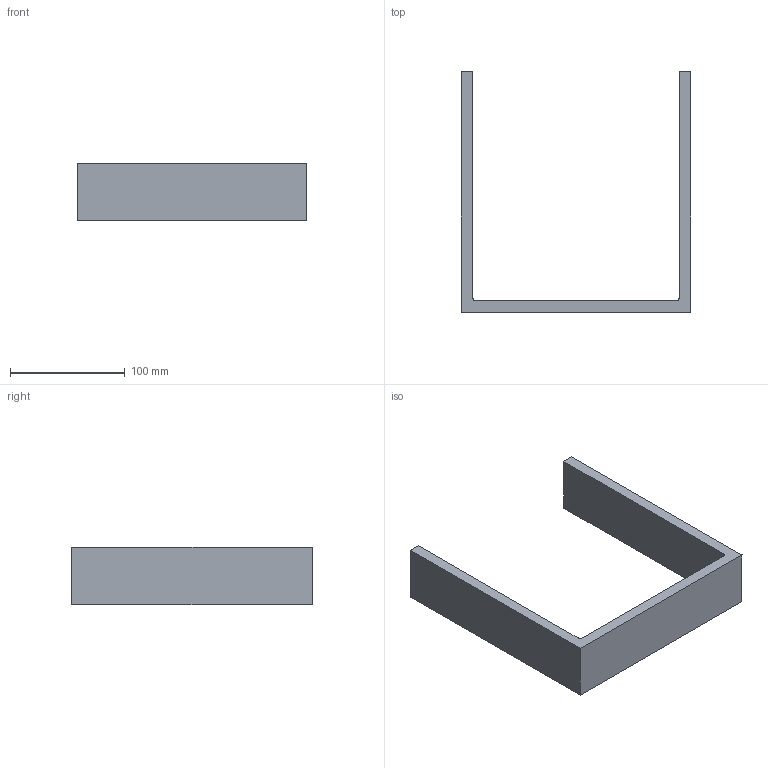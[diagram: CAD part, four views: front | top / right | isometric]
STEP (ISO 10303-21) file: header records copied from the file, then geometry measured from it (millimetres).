
FILE_DESCRIPTION((''),'1');
FILE_NAME('PART1_FROM_IDEA','1997-07-25T11:36:45',('gt4954c'),(''),'PRO/ENGINEER BY PARAMETRIC TECHNOLOGY CORPORATION, 9711','PRO/ENGINEER BY PARAMETRIC TECHNOLOGY CORPORATION, 9711','');
FILE_SCHEMA(('CONFIG_CONTROL_DESIGN'));
Length unit declared in the file: millimetre
Products named in the file (1): PART1_FROM_IDEA
Bounding box: 200 x 210 x 50 mm (x, y, z)
Surface area: 72898.1 mm2 (no closed solid volume)
Topology: 0 solids, 0 shells, 12 faces, 60 edges, 60 vertices
Faces by surface type: plane 10, cylinder 2
Entity records: 809 total; most frequent: CARTESIAN_POINT 130, DIRECTION 114, TRIMMED_CURVE 86, VECTOR 82, LINE 82, DEFINITIONAL_REPRESENTATION 60, PCURVE 60, COMPOSITE_CURVE_SEGMENT 60
